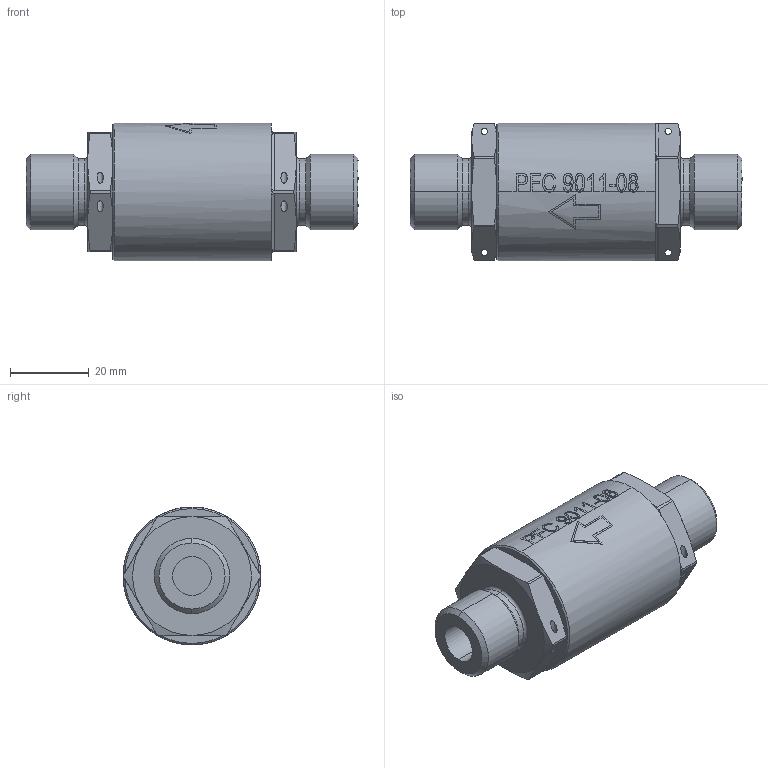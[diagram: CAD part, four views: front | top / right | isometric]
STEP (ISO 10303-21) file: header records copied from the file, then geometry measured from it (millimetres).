
FILE_DESCRIPTION (( 'STEP AP214' ), '1' );
FILE_NAME ('09011008_AS4320(JJ).STEP', '2015-06-30T23:16:00', ( '' ), ( '' ), 'SwSTEP 2.0', 'SolidWorks 2015', '' );
FILE_SCHEMA (( 'AUTOMOTIVE_DESIGN' ));
Length unit declared in the file: millimetre
Products named in the file (3): 090110810_AS4320(BODY); 090110812_AS4320(ADAPTER); 09011008_AS4320(JJ)
Assembly tree (2 placements, depth 2):
  09011008_AS4320(JJ)
    090110812_AS4320(ADAPTER)
    090110810_AS4320(BODY)
Bounding box: 84.11 x 34.92 x 34.92 mm (x, y, z)
Volume: 55660.5 mm3; surface area: 14546.3 mm2
Topology: 2 solids, 2 shells, 252 faces, 655 edges, 422 vertices
Faces by surface type: plane 78, cylinder 71, bspline 63, cone 22, torus 18
Entity records: 11309 total; most frequent: CARTESIAN_POINT 5557, ORIENTED_EDGE 1310, DIRECTION 971, EDGE_CURVE 655, VERTEX_POINT 422, AXIS2_PLACEMENT_3D 358, EDGE_LOOP 275, LINE 255
